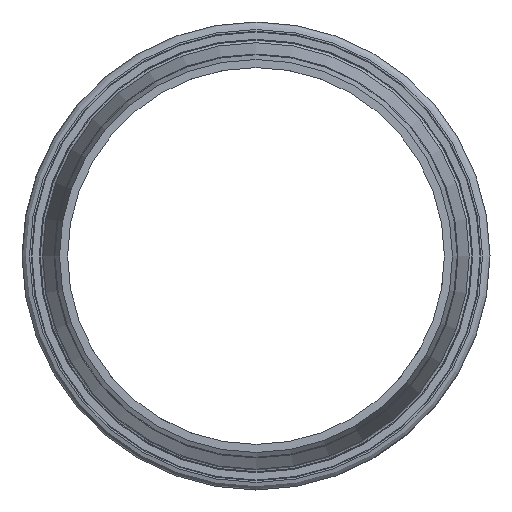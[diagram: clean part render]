
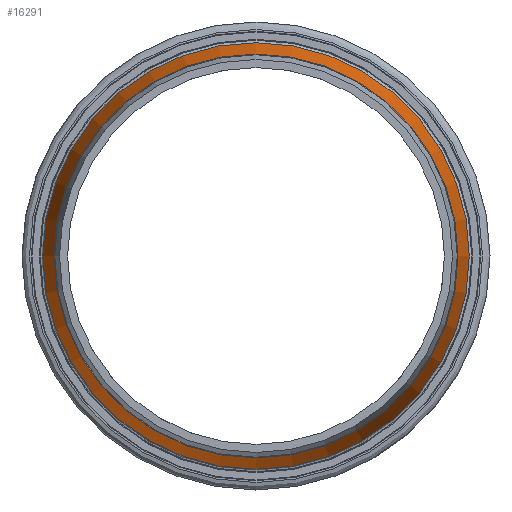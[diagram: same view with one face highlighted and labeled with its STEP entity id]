
A CAD part, front view. The second image highlights one B-rep face of the part: STEP entity #16291.
In plain terms, the highlighted conical face has half-angle 15 degrees and reference radius 82.4 mm.
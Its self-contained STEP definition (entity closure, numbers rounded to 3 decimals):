
#35=CONICAL_SURFACE('',#17835,82.4,0.262);
#1054=CIRCLE('',#17834,84.8);
#1055=CIRCLE('',#17836,80.);
#2159=FACE_OUTER_BOUND('',#3027,.T.);
#3027=EDGE_LOOP('',(#14229,#14230,#14231,#14232));
#3931=LINE('',#39785,#4774);
#4774=VECTOR('',#21663,82.4);
#7485=VERTEX_POINT('',#39779);
#7486=VERTEX_POINT('',#39783);
#9988=EDGE_CURVE('',#7485,#7485,#1054,.T.);
#9990=EDGE_CURVE('',#7486,#7486,#1055,.T.);
#9991=EDGE_CURVE('',#7486,#7485,#3931,.T.);
#14229=ORIENTED_EDGE('',*,*,#9990,.F.);
#14230=ORIENTED_EDGE('',*,*,#9991,.T.);
#14231=ORIENTED_EDGE('',*,*,#9988,.T.);
#14232=ORIENTED_EDGE('',*,*,#9991,.F.);
#16291=ADVANCED_FACE('',(#2159),#35,.T.);
#17834=AXIS2_PLACEMENT_3D('',#39780,#21656,#21657);
#17835=AXIS2_PLACEMENT_3D('',#39782,#21659,#21660);
#17836=AXIS2_PLACEMENT_3D('',#39784,#21661,#21662);
#21656=DIRECTION('center_axis',(0.,-1.,0.));
#21657=DIRECTION('ref_axis',(1.,0.,0.));
#21659=DIRECTION('center_axis',(0.,1.,0.));
#21660=DIRECTION('ref_axis',(-1.,0.,0.));
#21661=DIRECTION('center_axis',(0.,-1.,0.));
#21662=DIRECTION('ref_axis',(1.,0.,0.));
#21663=DIRECTION('',(0.259,0.966,0.));
#39779=CARTESIAN_POINT('',(84.8,-2.138,0.));
#39780=CARTESIAN_POINT('Origin',(0.,-2.138,0.));
#39782=CARTESIAN_POINT('Origin',(0.,-11.095,0.));
#39783=CARTESIAN_POINT('',(80.,-20.052,0.));
#39784=CARTESIAN_POINT('Origin',(0.,-20.052,0.));
#39785=CARTESIAN_POINT('',(82.4,-11.095,0.));
